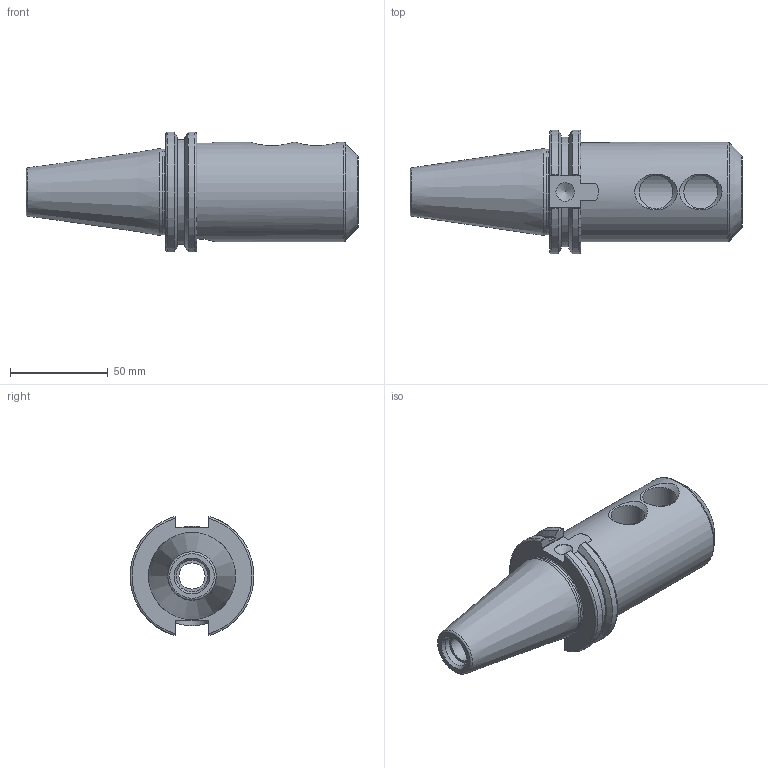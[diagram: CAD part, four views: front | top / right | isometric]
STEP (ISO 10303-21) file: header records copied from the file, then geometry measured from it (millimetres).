
FILE_DESCRIPTION(/* description */ (''),/* implementation_level */ '2;1');
FILE_NAME(/* name */ 'AK014B25.stp',/* time_stamp */ '2025-01-02T16:43:15+09:00',/* author */ ('YSH'),/* organization */ (''),/* preprocessor_version */ 'ST-DEVELOPER v20',/* originating_system */ 'Autodesk Inventor 2025',/* authorisation */ '');
FILE_SCHEMA (('AUTOMOTIVE_DESIGN { 1 0 10303 214 3 1 1 }'));
Length unit declared in the file: millimetre
Products named in the file (1): LO-CAT40-EMH25.4-101.6
Bounding box: 169.85 x 63.26 x 61.09 mm (x, y, z)
Volume: 202888.5 mm3; surface area: 41015.3 mm2
Topology: 1 solids, 1 shells, 65 faces, 175 edges, 116 vertices
Faces by surface type: plane 28, cylinder 17, cone 11, torus 9
Full cylindrical faces by diameter (mm): 9.525 x1, 13.386 x1, 16.3 x1, 17.323 x2, 25.4 x1, 26.6 x1, 43.6 x1, 50.8 x1
Entity records: 2295 total; most frequent: CARTESIAN_POINT 648, ORIENTED_EDGE 348, DIRECTION 324, EDGE_CURVE 174, AXIS2_PLACEMENT_3D 126, VERTEX_POINT 116, EDGE_LOOP 76, LINE 72
